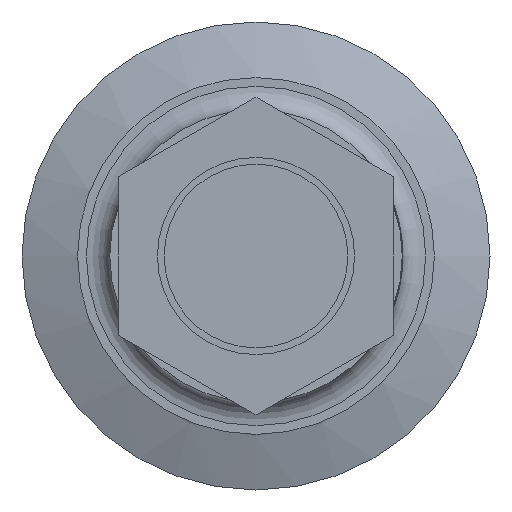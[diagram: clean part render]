
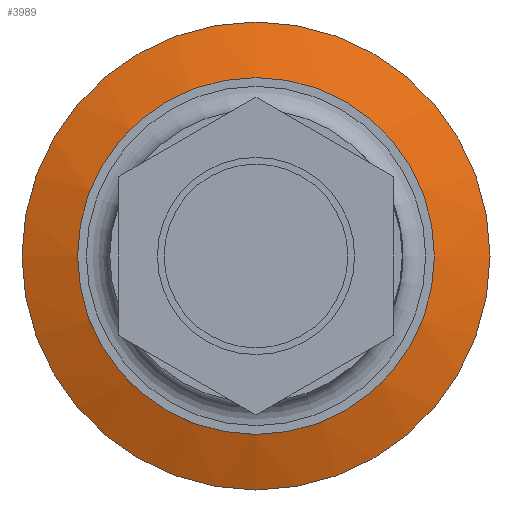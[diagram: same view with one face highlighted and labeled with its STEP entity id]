
A CAD part, front view. The second image highlights one B-rep face of the part: STEP entity #3989.
In plain terms, the highlighted free-form (B-spline) face has degree [2, 2] with [3, 9] control points.
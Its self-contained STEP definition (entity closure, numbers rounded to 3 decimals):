
#14=(
BOUNDED_CURVE()
B_SPLINE_CURVE(2,(#8973,#8974,#8975),.UNSPECIFIED.,.F.,.F.)
B_SPLINE_CURVE_WITH_KNOTS((3,3),(1.877,2.054),
 .UNSPECIFIED.)
CURVE()
GEOMETRIC_REPRESENTATION_ITEM()
RATIONAL_B_SPLINE_CURVE((1.,0.996,1.))
REPRESENTATION_ITEM('')
);
#15=(
BOUNDED_SURFACE()
B_SPLINE_SURFACE(2,2,((#8945,#8946,#8947,#8948,#8949,#8950,#8951,#8952,
#8953),(#8954,#8955,#8956,#8957,#8958,#8959,#8960,#8961,#8962),(#8963,#8964,
#8965,#8966,#8967,#8968,#8969,#8970,#8971)),.UNSPECIFIED.,.F.,.T.,.F.)
B_SPLINE_SURFACE_WITH_KNOTS((3,3),(3,2,2,2,3),(-2.054,-1.877),
(-3.142,-1.571,0.,1.571,3.142),
 .UNSPECIFIED.)
GEOMETRIC_REPRESENTATION_ITEM()
RATIONAL_B_SPLINE_SURFACE(((1.,0.707,1.,0.707,1.,
0.707,1.,0.707,1.),(0.996,0.704,
0.996,0.704,0.996,0.704,
0.996,0.704,0.996),(1.,0.707,
1.,0.707,1.,0.707,1.,0.707,1.)))
REPRESENTATION_ITEM('')
SURFACE()
);
#1194=FACE_OUTER_BOUND('',#1451,.T.);
#1451=EDGE_LOOP('',(#3697,#3698,#3699,#3700,#3701,#3702));
#1562=CIRCLE('',#4302,40.);
#1563=CIRCLE('',#4303,40.);
#1564=CIRCLE('',#4304,21.992);
#1565=CIRCLE('',#4305,21.992);
#1956=VERTEX_POINT('',#8941);
#1957=VERTEX_POINT('',#8942);
#1958=VERTEX_POINT('',#8972);
#1959=VERTEX_POINT('',#8976);
#2539=EDGE_CURVE('',#1956,#1957,#1562,.T.);
#2540=EDGE_CURVE('',#1957,#1956,#1563,.T.);
#2541=EDGE_CURVE('',#1957,#1958,#14,.T.);
#2542=EDGE_CURVE('',#1959,#1958,#1564,.T.);
#2543=EDGE_CURVE('',#1958,#1959,#1565,.T.);
#3697=ORIENTED_EDGE('',*,*,#2539,.T.);
#3698=ORIENTED_EDGE('',*,*,#2541,.T.);
#3699=ORIENTED_EDGE('',*,*,#2542,.F.);
#3700=ORIENTED_EDGE('',*,*,#2543,.F.);
#3701=ORIENTED_EDGE('',*,*,#2541,.F.);
#3702=ORIENTED_EDGE('',*,*,#2540,.T.);
#3989=ADVANCED_FACE('',(#1194),#15,.T.);
#4302=AXIS2_PLACEMENT_3D('',#8943,#5176,#5177);
#4303=AXIS2_PLACEMENT_3D('',#8944,#5178,#5179);
#4304=AXIS2_PLACEMENT_3D('',#8977,#5180,#5181);
#4305=AXIS2_PLACEMENT_3D('',#8978,#5182,#5183);
#5176=DIRECTION('center_axis',(0.,-1.,0.));
#5177=DIRECTION('ref_axis',(1.,0.,0.));
#5178=DIRECTION('center_axis',(0.,-1.,0.));
#5179=DIRECTION('ref_axis',(1.,0.,0.));
#5180=DIRECTION('center_axis',(0.,-1.,0.));
#5181=DIRECTION('ref_axis',(1.,0.,0.));
#5182=DIRECTION('center_axis',(0.,-1.,0.));
#5183=DIRECTION('ref_axis',(1.,0.,0.));
#8941=CARTESIAN_POINT('',(40.,631.7,0.));
#8942=CARTESIAN_POINT('',(0.,631.7,40.));
#8943=CARTESIAN_POINT('Origin',(0.,631.7,0.));
#8944=CARTESIAN_POINT('Origin',(0.,631.7,0.));
#8945=CARTESIAN_POINT('Ctrl Pts',(0.,624.2,21.992));
#8946=CARTESIAN_POINT('Ctrl Pts',(-21.992,624.2,21.992));
#8947=CARTESIAN_POINT('Ctrl Pts',(-21.992,624.2,0.));
#8948=CARTESIAN_POINT('Ctrl Pts',(-21.992,624.2,-21.992));
#8949=CARTESIAN_POINT('Ctrl Pts',(0.,624.2,-21.992));
#8950=CARTESIAN_POINT('Ctrl Pts',(21.992,624.2,-21.992));
#8951=CARTESIAN_POINT('Ctrl Pts',(21.992,624.2,0.));
#8952=CARTESIAN_POINT('Ctrl Pts',(21.992,624.2,21.992));
#8953=CARTESIAN_POINT('Ctrl Pts',(0.,624.2,21.992));
#8954=CARTESIAN_POINT('Ctrl Pts',(0.,628.751,30.662));
#8955=CARTESIAN_POINT('Ctrl Pts',(-30.662,628.751,30.662));
#8956=CARTESIAN_POINT('Ctrl Pts',(-30.662,628.751,0.));
#8957=CARTESIAN_POINT('Ctrl Pts',(-30.662,628.751,-30.662));
#8958=CARTESIAN_POINT('Ctrl Pts',(0.,628.751,-30.662));
#8959=CARTESIAN_POINT('Ctrl Pts',(30.662,628.751,-30.662));
#8960=CARTESIAN_POINT('Ctrl Pts',(30.662,628.751,0.));
#8961=CARTESIAN_POINT('Ctrl Pts',(30.662,628.751,30.662));
#8962=CARTESIAN_POINT('Ctrl Pts',(0.,628.751,30.662));
#8963=CARTESIAN_POINT('Ctrl Pts',(0.,631.7,40.));
#8964=CARTESIAN_POINT('Ctrl Pts',(-40.,631.7,40.));
#8965=CARTESIAN_POINT('Ctrl Pts',(-40.,631.7,0.));
#8966=CARTESIAN_POINT('Ctrl Pts',(-40.,631.7,-40.));
#8967=CARTESIAN_POINT('Ctrl Pts',(0.,631.7,-40.));
#8968=CARTESIAN_POINT('Ctrl Pts',(40.,631.7,-40.));
#8969=CARTESIAN_POINT('Ctrl Pts',(40.,631.7,0.));
#8970=CARTESIAN_POINT('Ctrl Pts',(40.,631.7,40.));
#8971=CARTESIAN_POINT('Ctrl Pts',(0.,631.7,40.));
#8972=CARTESIAN_POINT('',(0.,624.2,21.992));
#8973=CARTESIAN_POINT('Ctrl Pts',(0.,631.7,40.));
#8974=CARTESIAN_POINT('Ctrl Pts',(0.,628.751,30.662));
#8975=CARTESIAN_POINT('Ctrl Pts',(0.,624.2,21.992));
#8976=CARTESIAN_POINT('',(21.992,624.2,0.));
#8977=CARTESIAN_POINT('Origin',(0.,624.2,0.));
#8978=CARTESIAN_POINT('Origin',(0.,624.2,0.));
